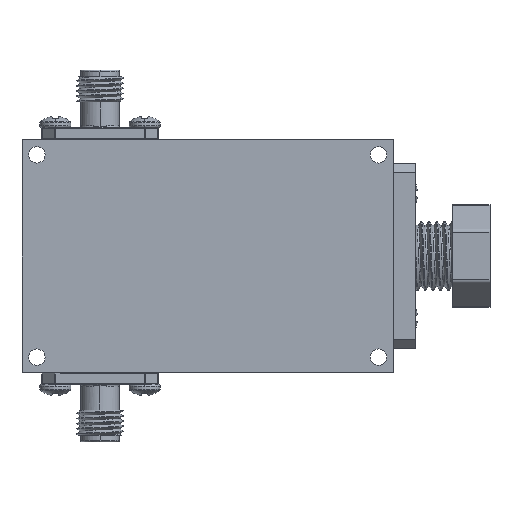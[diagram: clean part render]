
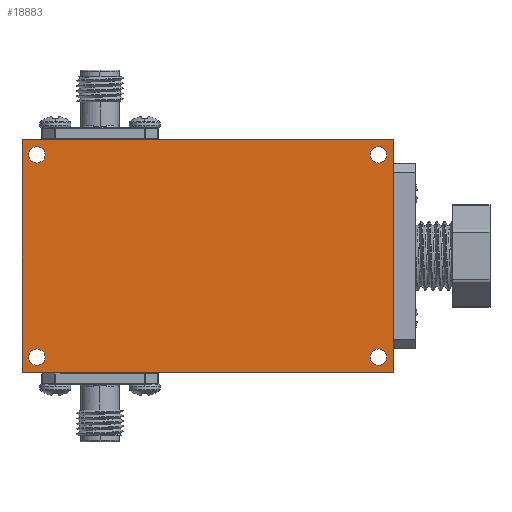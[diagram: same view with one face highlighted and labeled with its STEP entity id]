
A CAD part, front view. The second image highlights one B-rep face of the part: STEP entity #18883.
In plain terms, the highlighted planar face has unit normal (0, -1, 0).
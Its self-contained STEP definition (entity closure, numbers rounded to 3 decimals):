
#314 = AXIS2_PLACEMENT_3D ( 'NONE', #26532, #4662, #12021 ) ;
#464 = CARTESIAN_POINT ( 'NONE',  ( 50.336, -1.36, 0.694 ) ) ;
#1284 = EDGE_LOOP ( 'NONE', ( #42122, #25734 ) ) ;
#1446 = LINE ( 'NONE', #8797, #9480 ) ;
#2180 = CARTESIAN_POINT ( 'NONE',  ( 52.368, -1.36, 31.542 ) ) ;
#2260 = DIRECTION ( 'NONE',  ( 0., 0., 1. ) ) ;
#2998 = DIRECTION ( 'NONE',  ( 0., 0., -1. ) ) ;
#3264 = VERTEX_POINT ( 'NONE', #32432 ) ;
#3464 = ORIENTED_EDGE ( 'NONE', *, *, #41239, .F. ) ;
#3864 = AXIS2_PLACEMENT_3D ( 'NONE', #29854, #25951, #7570 ) ;
#4013 = EDGE_CURVE ( 'NONE', #32010, #36786, #26944, .T. ) ;
#4662 = DIRECTION ( 'NONE',  ( 0., 1., 0. ) ) ;
#5683 = ORIENTED_EDGE ( 'NONE', *, *, #28120, .F. ) ;
#5701 = ORIENTED_EDGE ( 'NONE', *, *, #11430, .F. ) ;
#5902 = CARTESIAN_POINT ( 'NONE',  ( 52.368, -1.36, 31.542 ) ) ;
#6001 = VERTEX_POINT ( 'NONE', #42905 ) ;
#6403 = CIRCLE ( 'NONE', #29874, 1.13 ) ;
#6714 = FACE_BOUND ( 'NONE', #30592, .T. ) ;
#6754 = AXIS2_PLACEMENT_3D ( 'NONE', #25908, #7285, #17529 ) ;
#7196 = FACE_OUTER_BOUND ( 'NONE', #35339, .T. ) ;
#7285 = DIRECTION ( 'NONE',  ( 0., 1., 0. ) ) ;
#7444 = FACE_BOUND ( 'NONE', #1284, .T. ) ;
#7511 = DIRECTION ( 'NONE',  ( 0., 0., 1. ) ) ;
#7570 = DIRECTION ( 'NONE',  ( 0., 0., 1. ) ) ;
#8797 = CARTESIAN_POINT ( 'NONE',  ( 1.568, -1.36, -0.208 ) ) ;
#8885 = VERTEX_POINT ( 'NONE', #36331 ) ;
#9480 = VECTOR ( 'NONE', #23784, 1000. ) ;
#10127 = ORIENTED_EDGE ( 'NONE', *, *, #36369, .T. ) ;
#10762 = EDGE_CURVE ( 'NONE', #25427, #3264, #32042, .T. ) ;
#11430 = EDGE_CURVE ( 'NONE', #12597, #6001, #35810, .T. ) ;
#11619 = EDGE_LOOP ( 'NONE', ( #15053, #43062 ) ) ;
#12021 = DIRECTION ( 'NONE',  ( 0., 0., 1. ) ) ;
#12597 = VERTEX_POINT ( 'NONE', #5902 ) ;
#13020 = CARTESIAN_POINT ( 'NONE',  ( 1.568, -1.36, 31.542 ) ) ;
#13273 = LINE ( 'NONE', #13020, #30237 ) ;
#13506 = CARTESIAN_POINT ( 'NONE',  ( 3.6, -1.36, 2.954 ) ) ;
#13652 = LINE ( 'NONE', #45964, #23276 ) ;
#14394 = EDGE_LOOP ( 'NONE', ( #32481, #14688 ) ) ;
#14688 = ORIENTED_EDGE ( 'NONE', *, *, #36835, .T. ) ;
#15053 = ORIENTED_EDGE ( 'NONE', *, *, #4013, .T. ) ;
#15474 = CIRCLE ( 'NONE', #33539, 1.13 ) ;
#15740 = CARTESIAN_POINT ( 'NONE',  ( 3.6, -1.36, 29.51 ) ) ;
#17092 = DIRECTION ( 'NONE',  ( 0., 0., -1. ) ) ;
#17322 = CARTESIAN_POINT ( 'NONE',  ( 50.336, -1.36, 29.51 ) ) ;
#17529 = DIRECTION ( 'NONE',  ( 0., 0., 1. ) ) ;
#17889 = VERTEX_POINT ( 'NONE', #45524 ) ;
#18883 = ADVANCED_FACE ( 'NONE', ( #33418, #6714, #26301, #7444, #7196 ), #36624, .T. ) ;
#19078 = DIRECTION ( 'NONE',  ( 0., 0., 1. ) ) ;
#20284 = CARTESIAN_POINT ( 'NONE',  ( 50.336, -1.36, 2.954 ) ) ;
#20527 = CARTESIAN_POINT ( 'NONE',  ( 1.568, -1.36, 31.542 ) ) ;
#20784 = AXIS2_PLACEMENT_3D ( 'NONE', #30222, #45252, #45486 ) ;
#21117 = AXIS2_PLACEMENT_3D ( 'NONE', #15740, #38148, #7511 ) ;
#22577 = CARTESIAN_POINT ( 'NONE',  ( 3.6, -1.36, 0.694 ) ) ;
#23276 = VECTOR ( 'NONE', #43653, 1000. ) ;
#23324 = EDGE_CURVE ( 'NONE', #42265, #26518, #13273, .T. ) ;
#23704 = VECTOR ( 'NONE', #17092, 1000. ) ;
#23784 = DIRECTION ( 'NONE',  ( -1., 0., 0. ) ) ;
#24742 = CIRCLE ( 'NONE', #6754, 1.13 ) ;
#25238 = CARTESIAN_POINT ( 'NONE',  ( 1.568, -1.36, -0.208 ) ) ;
#25427 = VERTEX_POINT ( 'NONE', #27499 ) ;
#25592 = EDGE_CURVE ( 'NONE', #41500, #30992, #28136, .T. ) ;
#25734 = ORIENTED_EDGE ( 'NONE', *, *, #40561, .T. ) ;
#25908 = CARTESIAN_POINT ( 'NONE',  ( 50.336, -1.36, 29.51 ) ) ;
#25951 = DIRECTION ( 'NONE',  ( 0., 1., 0. ) ) ;
#26301 = FACE_BOUND ( 'NONE', #14394, .T. ) ;
#26518 = VERTEX_POINT ( 'NONE', #20527 ) ;
#26532 = CARTESIAN_POINT ( 'NONE',  ( 3.6, -1.36, 1.824 ) ) ;
#26754 = ORIENTED_EDGE ( 'NONE', *, *, #23324, .F. ) ;
#26944 = CIRCLE ( 'NONE', #314, 1.13 ) ;
#27499 = CARTESIAN_POINT ( 'NONE',  ( 3.6, -1.36, 30.64 ) ) ;
#28120 = EDGE_CURVE ( 'NONE', #6001, #42265, #1446, .T. ) ;
#28136 = CIRCLE ( 'NONE', #3864, 1.13 ) ;
#28724 = DIRECTION ( 'NONE',  ( 0., 0., 1. ) ) ;
#29135 = AXIS2_PLACEMENT_3D ( 'NONE', #37111, #44265, #2998 ) ;
#29652 = CARTESIAN_POINT ( 'NONE',  ( 50.336, -1.36, 1.824 ) ) ;
#29854 = CARTESIAN_POINT ( 'NONE',  ( 50.336, -1.36, 1.824 ) ) ;
#29874 = AXIS2_PLACEMENT_3D ( 'NONE', #29652, #34054, #19078 ) ;
#30222 = CARTESIAN_POINT ( 'NONE',  ( 3.6, -1.36, 1.824 ) ) ;
#30237 = VECTOR ( 'NONE', #2260, 1000. ) ;
#30592 = EDGE_LOOP ( 'NONE', ( #44130, #10127 ) ) ;
#30992 = VERTEX_POINT ( 'NONE', #464 ) ;
#32010 = VERTEX_POINT ( 'NONE', #13506 ) ;
#32042 = CIRCLE ( 'NONE', #21117, 1.13 ) ;
#32095 = DIRECTION ( 'NONE',  ( 0., 0., 1. ) ) ;
#32432 = CARTESIAN_POINT ( 'NONE',  ( 3.6, -1.36, 28.38 ) ) ;
#32481 = ORIENTED_EDGE ( 'NONE', *, *, #25592, .T. ) ;
#33418 = FACE_BOUND ( 'NONE', #11619, .T. ) ;
#33539 = AXIS2_PLACEMENT_3D ( 'NONE', #17322, #43401, #32095 ) ;
#34054 = DIRECTION ( 'NONE',  ( 0., 1., 0. ) ) ;
#35339 = EDGE_LOOP ( 'NONE', ( #26754, #5683, #5701, #3464 ) ) ;
#35662 = CIRCLE ( 'NONE', #20784, 1.13 ) ;
#35810 = LINE ( 'NONE', #2180, #23704 ) ;
#36331 = CARTESIAN_POINT ( 'NONE',  ( 50.336, -1.36, 28.38 ) ) ;
#36369 = EDGE_CURVE ( 'NONE', #3264, #25427, #45551, .T. ) ;
#36624 = PLANE ( 'NONE',  #29135 ) ;
#36786 = VERTEX_POINT ( 'NONE', #22577 ) ;
#36835 = EDGE_CURVE ( 'NONE', #30992, #41500, #6403, .T. ) ;
#36899 = AXIS2_PLACEMENT_3D ( 'NONE', #39815, #43981, #28724 ) ;
#37111 = CARTESIAN_POINT ( 'NONE',  ( 1.568, -1.36, 31.542 ) ) ;
#38148 = DIRECTION ( 'NONE',  ( 0., 1., 0. ) ) ;
#39815 = CARTESIAN_POINT ( 'NONE',  ( 3.6, -1.36, 29.51 ) ) ;
#40561 = EDGE_CURVE ( 'NONE', #8885, #17889, #24742, .T. ) ;
#41239 = EDGE_CURVE ( 'NONE', #26518, #12597, #13652, .T. ) ;
#41500 = VERTEX_POINT ( 'NONE', #20284 ) ;
#42122 = ORIENTED_EDGE ( 'NONE', *, *, #47074, .T. ) ;
#42265 = VERTEX_POINT ( 'NONE', #25238 ) ;
#42905 = CARTESIAN_POINT ( 'NONE',  ( 52.368, -1.36, -0.208 ) ) ;
#43062 = ORIENTED_EDGE ( 'NONE', *, *, #45071, .T. ) ;
#43401 = DIRECTION ( 'NONE',  ( 0., 1., 0. ) ) ;
#43653 = DIRECTION ( 'NONE',  ( 1., 0., 0. ) ) ;
#43981 = DIRECTION ( 'NONE',  ( 0., 1., 0. ) ) ;
#44130 = ORIENTED_EDGE ( 'NONE', *, *, #10762, .T. ) ;
#44265 = DIRECTION ( 'NONE',  ( 0., -1., 0. ) ) ;
#45071 = EDGE_CURVE ( 'NONE', #36786, #32010, #35662, .T. ) ;
#45252 = DIRECTION ( 'NONE',  ( 0., 1., 0. ) ) ;
#45486 = DIRECTION ( 'NONE',  ( 0., 0., 1. ) ) ;
#45524 = CARTESIAN_POINT ( 'NONE',  ( 50.336, -1.36, 30.64 ) ) ;
#45551 = CIRCLE ( 'NONE', #36899, 1.13 ) ;
#45964 = CARTESIAN_POINT ( 'NONE',  ( 1.568, -1.36, 31.542 ) ) ;
#47074 = EDGE_CURVE ( 'NONE', #17889, #8885, #15474, .T. ) ;
